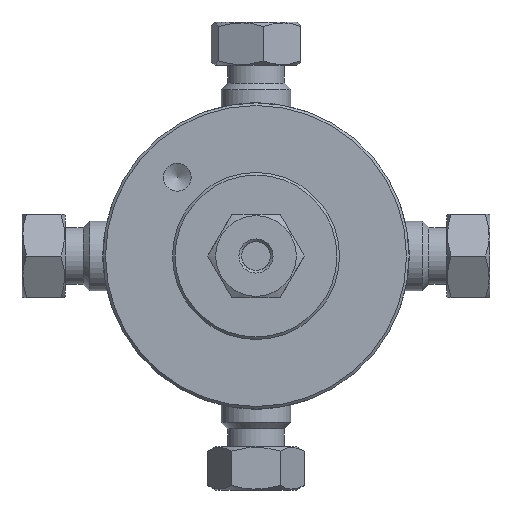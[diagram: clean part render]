
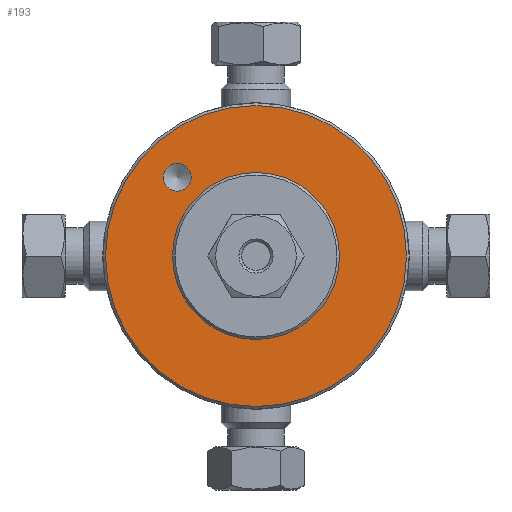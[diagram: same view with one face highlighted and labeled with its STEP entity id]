
A CAD part, left-side view. The second image highlights one B-rep face of the part: STEP entity #193.
In plain terms, the highlighted planar face has unit normal (-1, 0, 0).
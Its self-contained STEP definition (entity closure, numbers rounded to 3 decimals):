
#123=CARTESIAN_POINT('',(6.35,8.98,10.568));
#124=VERTEX_POINT('',#123);
#125=CARTESIAN_POINT('',(6.35,8.98,8.98));
#126=DIRECTION('',(1.0,0.0,0.0));
#127=DIRECTION('',(0.0,0.0,1.0));
#128=AXIS2_PLACEMENT_3D('',#125,#126,#127);
#129=CIRCLE('',#128,1.588);
#130=EDGE_CURVE('',#124,#124,#129,.T.);
#163=CARTESIAN_POINT('',(6.35,13.494,0.0));
#164=DIRECTION('',(-1.0,0.0,0.0));
#165=DIRECTION('',(0.0,0.0,1.0));
#166=AXIS2_PLACEMENT_3D('',#163,#164,#165);
#167=PLANE('',#166);
#168=CARTESIAN_POINT('',(6.35,17.163,0.));
#169=VERTEX_POINT('',#168);
#170=CARTESIAN_POINT('',(6.35,0.,0.0));
#171=DIRECTION('',(1.0,0.0,0.0));
#172=DIRECTION('',(0.0,-1.0,0.0));
#173=AXIS2_PLACEMENT_3D('',#170,#171,#172);
#174=CIRCLE('',#173,17.163);
#175=EDGE_CURVE('',#169,#169,#174,.T.);
#176=ORIENTED_EDGE('',*,*,#175,.F.);
#177=EDGE_LOOP('',(#176));
#178=FACE_OUTER_BOUND('',#177,.T.);
#179=ORIENTED_EDGE('',*,*,#130,.T.);
#180=EDGE_LOOP('',(#179));
#181=FACE_BOUND('',#180,.T.);
#182=CARTESIAN_POINT('',(6.35,9.525,0.0));
#183=VERTEX_POINT('',#182);
#184=CARTESIAN_POINT('',(6.35,0.,0.0));
#185=DIRECTION('',(1.0,0.0,0.0));
#186=DIRECTION('',(0.0,1.0,0.0));
#187=AXIS2_PLACEMENT_3D('',#184,#185,#186);
#188=CIRCLE('',#187,9.525);
#189=EDGE_CURVE('',#183,#183,#188,.T.);
#190=ORIENTED_EDGE('',*,*,#189,.T.);
#191=EDGE_LOOP('',(#190));
#192=FACE_BOUND('',#191,.T.);
#193=ADVANCED_FACE('',(#178,#181,#192),#167,.T.);
